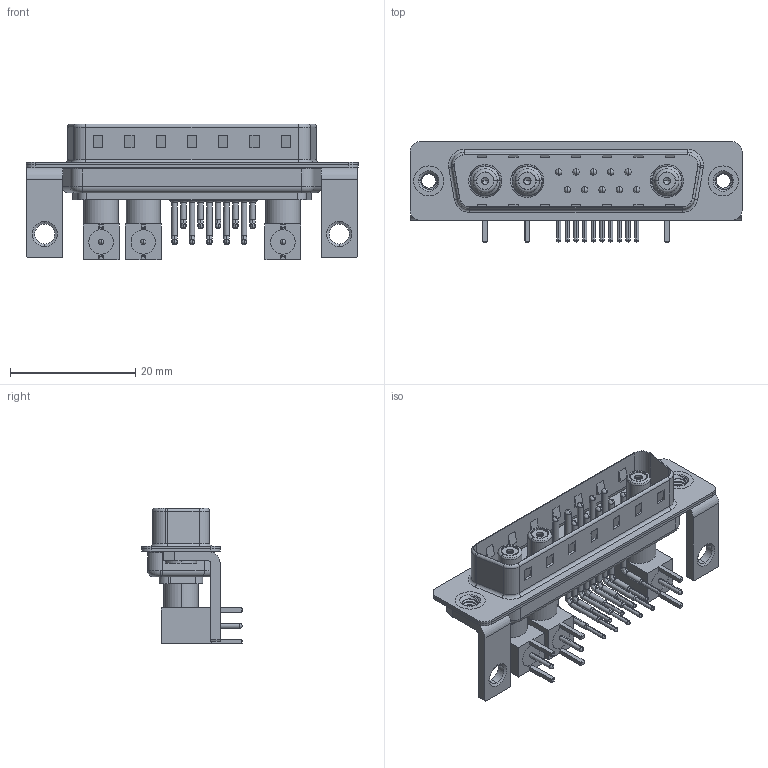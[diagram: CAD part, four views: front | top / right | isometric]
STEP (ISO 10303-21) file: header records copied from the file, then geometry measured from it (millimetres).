
FILE_DESCRIPTION (( 'STEP AP203' ), '1' );
FILE_NAME ('629-13W3640-5N4.STEP', '2022-05-10T06:39:39', ( '' ), ( '' ), 'SwSTEP 2.0', 'SolidWorks 2020', '' );
FILE_SCHEMA (( 'CONFIG_CONTROL_DESIGN' ));
Length unit declared in the file: millimetre
Products named in the file (18): Co-Ax Jack Assy_RA; Locking Collar; 629Combo Threaded Rivet_3; Co-Ax Jack_RA PC Tail; 629Combo Contact Row 2; 629Combo Housing_13W3; 629Combo Contact Row 1; 629Combo Stabilizer Bracket; Socket_RA; 629-13W3640-5N4; RA Back Shell; 629Combo Shell Front_25 Contacts; 629Combo Shell Rear_25 Contacts; Insulator Socket; Insulator Socket 2; Insulator RA Pin
Assembly tree (41 placements, depth 3):
  629-13W3640-5N4
    629Combo Housing_13W3
    629Combo Shell Rear_25 Contacts
    629Combo Shell Front_25 Contacts
    629Combo Threaded Rivet_3  x2
    629Combo Stabilizer Bracket  x2
    Co-Ax Jack Assy_RA
      Co-Ax Jack_RA PC Tail
      Insulator Socket
      Insulator Socket 2
      Locking Collar
      Socket_RA
      RA Back Shell
      Insulator RA Pin
    Co-Ax Jack Assy_RA
      Co-Ax Jack_RA PC Tail
      Insulator Socket
      Insulator Socket 2
      Locking Collar
      Socket_RA
      RA Back Shell
      Insulator RA Pin
    Co-Ax Jack Assy_RA
      Co-Ax Jack_RA PC Tail
      Insulator Socket
      Insulator Socket 2
      Locking Collar
      Socket_RA
      RA Back Shell
      Insulator RA Pin
    629Combo Contact Row 1  x5
    629Combo Contact Row 2  x5
Bounding box: 53.05 x 16 x 21.71 mm (x, y, z)
Volume: 3922.5 mm3; surface area: 10491 mm2
Topology: 38 solids, 38 shells, 1972 faces, 5208 edges, 3341 vertices
Faces by surface type: plane 1002, cylinder 716, cone 111, bspline 69, torus 68, sphere 6
Entity records: 28859 total; most frequent: CARTESIAN_POINT 6055, DIRECTION 4426, ORIENTED_EDGE 4088, EDGE_CURVE 2044, AXIS2_PLACEMENT_3D 1601, VERTEX_POINT 1314, LINE 1224, VECTOR 1224
